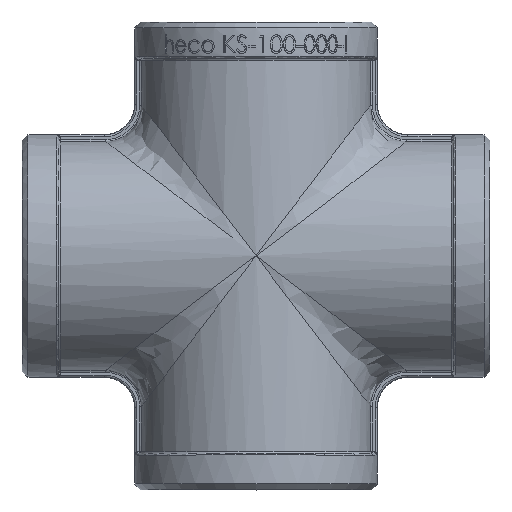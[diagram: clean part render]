
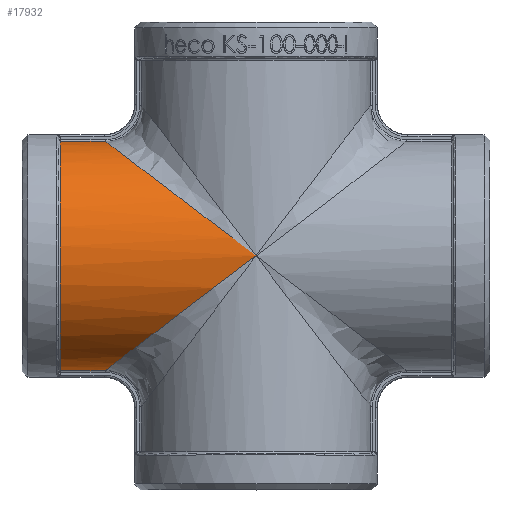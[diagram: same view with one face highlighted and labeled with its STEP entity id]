
A CAD part, top view. The second image highlights one B-rep face of the part: STEP entity #17932.
In plain terms, the highlighted cylindrical face has radius 19 mm (diameter 38 mm), a partial arc.
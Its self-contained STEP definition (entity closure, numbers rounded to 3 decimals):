
#1475 = FACE_OUTER_BOUND ( 'NONE', #11517, .T. ) ;
#1500 = CYLINDRICAL_SURFACE ( 'NONE', #21124, 19. ) ;
#1504 = DIRECTION ( 'NONE',  ( 1., 0., 0. ) ) ;
#1514 = CARTESIAN_POINT ( 'NONE',  ( 0., 0., 0. ) ) ;
#1525 = DIRECTION ( 'NONE',  ( 0., 1., 0. ) ) ;
#11517 = EDGE_LOOP ( 'NONE', ( #12362, #12376, #12410, #12334, #12519 ) ) ;
#12065 = VERTEX_POINT ( 'NONE', #20986 ) ;
#12081 = VERTEX_POINT ( 'NONE', #21021 ) ;
#12156 = VERTEX_POINT ( 'NONE', #21003 ) ;
#12248 = VERTEX_POINT ( 'NONE', #19849 ) ;
#12262 = VERTEX_POINT ( 'NONE', #19855 ) ;
#12334 = ORIENTED_EDGE ( 'NONE', *, *, #17677, .F. ) ;
#12362 = ORIENTED_EDGE ( 'NONE', *, *, #17681, .F. ) ;
#12376 = ORIENTED_EDGE ( 'NONE', *, *, #17680, .F. ) ;
#12410 = ORIENTED_EDGE ( 'NONE', *, *, #17646, .F. ) ;
#12519 = ORIENTED_EDGE ( 'NONE', *, *, #17647, .F. ) ;
#15473 = VECTOR ( 'NONE', #27411, 1000. ) ;
#15499 = VECTOR ( 'NONE', #27586, 1000. ) ;
#15500 = CIRCLE ( 'NONE', #15516, 19. ) ;
#15516 = AXIS2_PLACEMENT_3D ( 'NONE', #27564, #27556, #27569 ) ;
#17646 = EDGE_CURVE ( 'NONE', #12248, #12081, #27404, .T. ) ;
#17647 = EDGE_CURVE ( 'NONE', #12065, #12156, #21496, .T. ) ;
#17677 = EDGE_CURVE ( 'NONE', #12156, #12248, #21531, .T. ) ;
#17680 = EDGE_CURVE ( 'NONE', #12081, #12262, #15500, .T. ) ;
#17681 = EDGE_CURVE ( 'NONE', #12262, #12065, #27594, .T. ) ;
#17932 = ADVANCED_FACE ( 'NONE', ( #1475 ), #1500, .T. ) ;
#19849 = CARTESIAN_POINT ( 'NONE',  ( -24.822, -18.865, 2.264 ) ) ;
#19855 = CARTESIAN_POINT ( 'NONE',  ( -32.2, 18.865, 2.264 ) ) ;
#20986 = CARTESIAN_POINT ( 'NONE',  ( -24.822, 18.865, 2.264 ) ) ;
#21003 = CARTESIAN_POINT ( 'NONE',  ( 0., 0., 19. ) ) ;
#21021 = CARTESIAN_POINT ( 'NONE',  ( -32.2, -18.865, 2.264 ) ) ;
#21124 = AXIS2_PLACEMENT_3D ( 'NONE', #1514, #1504, #1525 ) ;
#21496 = B_SPLINE_CURVE_WITH_KNOTS ( 'NONE', 3,
 ( #27376, #27365, #27412, #27392, #27426, #27415, #27405, #27439 ),
 .UNSPECIFIED., .F., .F.,
 ( 4, 1, 1, 1, 1, 4 ),
 ( 0., 0.143, 0.286, 0.571, 0.857, 1. ),
 .UNSPECIFIED. ) ;
#21531 = B_SPLINE_CURVE_WITH_KNOTS ( 'NONE', 3,
 ( #27511, #27497, #27536, #27500, #27537, #27540, #27538, #27545 ),
 .UNSPECIFIED., .F., .F.,
 ( 4, 1, 1, 1, 1, 4 ),
 ( 0., 0.286, 0.429, 0.714, 0.857, 1. ),
 .UNSPECIFIED. ) ;
#27365 = CARTESIAN_POINT ( 'NONE',  ( -24.616, 18.708, 3.568 ) ) ;
#27376 = CARTESIAN_POINT ( 'NONE',  ( -24.822, 18.865, 2.264 ) ) ;
#27392 = CARTESIAN_POINT ( 'NONE',  ( -20.951, 15.922, 10.943 ) ) ;
#27397 = CARTESIAN_POINT ( 'NONE',  ( 0., -18.865, 2.264 ) ) ;
#27404 = LINE ( 'NONE', #27397, #15473 ) ;
#27405 = CARTESIAN_POINT ( 'NONE',  ( -1.728, 1.313, 19. ) ) ;
#27411 = DIRECTION ( 'NONE',  ( -1., 0., 0. ) ) ;
#27412 = CARTESIAN_POINT ( 'NONE',  ( -23.846, 18.123, 6.142 ) ) ;
#27415 = CARTESIAN_POINT ( 'NONE',  ( -6.912, 5.253, 18.593 ) ) ;
#27426 = CARTESIAN_POINT ( 'NONE',  ( -14.992, 11.394, 15.892 ) ) ;
#27439 = CARTESIAN_POINT ( 'NONE',  ( 0., 0., 19. ) ) ;
#27497 = CARTESIAN_POINT ( 'NONE',  ( -3.456, -2.626, 19. ) ) ;
#27500 = CARTESIAN_POINT ( 'NONE',  ( -16.182, -12.299, 14.899 ) ) ;
#27511 = CARTESIAN_POINT ( 'NONE',  ( 0., 0., 19. ) ) ;
#27536 = CARTESIAN_POINT ( 'NONE',  ( -8.635, -6.562, 18.169 ) ) ;
#27537 = CARTESIAN_POINT ( 'NONE',  ( -20.951, -15.923, 10.944 ) ) ;
#27538 = CARTESIAN_POINT ( 'NONE',  ( -24.616, -18.708, 3.568 ) ) ;
#27540 = CARTESIAN_POINT ( 'NONE',  ( -23.846, -18.123, 6.142 ) ) ;
#27545 = CARTESIAN_POINT ( 'NONE',  ( -24.822, -18.865, 2.264 ) ) ;
#27556 = DIRECTION ( 'NONE',  ( -1., 0., 0. ) ) ;
#27564 = CARTESIAN_POINT ( 'NONE',  ( -32.2, 0., 0. ) ) ;
#27569 = DIRECTION ( 'NONE',  ( 0., -1., 0. ) ) ;
#27586 = DIRECTION ( 'NONE',  ( 1., 0., 0. ) ) ;
#27594 = LINE ( 'NONE', #27599, #15499 ) ;
#27599 = CARTESIAN_POINT ( 'NONE',  ( 0., 18.865, 2.264 ) ) ;
